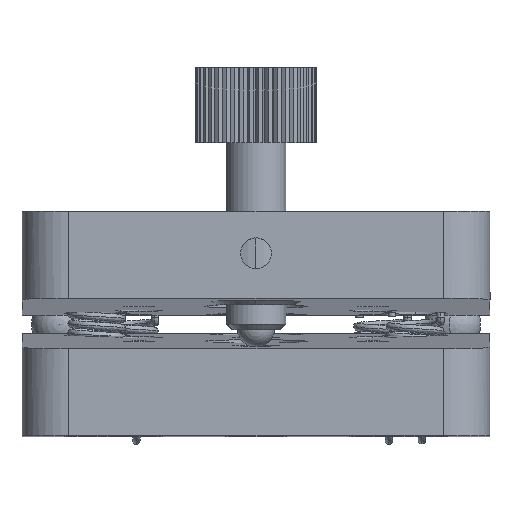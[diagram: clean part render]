
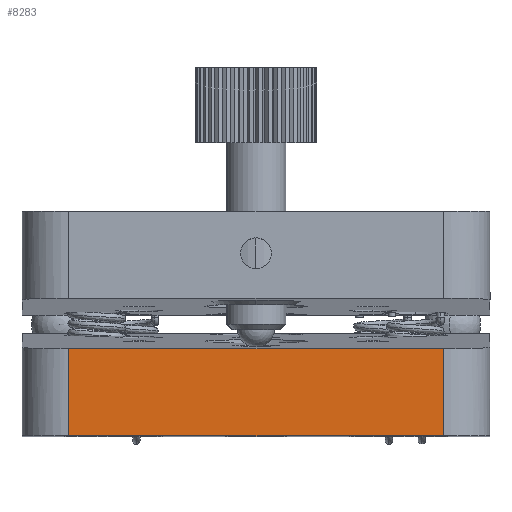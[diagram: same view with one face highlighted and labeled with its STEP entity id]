
A CAD part, top view. The second image highlights one B-rep face of the part: STEP entity #8283.
In plain terms, the highlighted planar face has unit normal (0, 0, 1).
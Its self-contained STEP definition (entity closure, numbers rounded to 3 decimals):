
#1968 = VECTOR ( 'NONE', #8948, 1000. ) ;
#2386 = EDGE_CURVE ( 'NONE', #21293, #13640, #7345, .T. ) ;
#3006 = CARTESIAN_POINT ( 'NONE',  ( -20., 9.299, 35. ) ) ;
#3290 = VECTOR ( 'NONE', #9685, 1000. ) ;
#3619 = CARTESIAN_POINT ( 'NONE',  ( 20., 11., 35. ) ) ;
#4071 = CARTESIAN_POINT ( 'NONE',  ( -25., 0., 35. ) ) ;
#4437 = CARTESIAN_POINT ( 'NONE',  ( -20., 11., 35. ) ) ;
#7345 = LINE ( 'NONE', #4437, #3290 ) ;
#8283 = ADVANCED_FACE ( 'NONE', ( #16966 ), #11241, .F. ) ;
#8818 = CARTESIAN_POINT ( 'NONE',  ( -20., 0., 35. ) ) ;
#8948 = DIRECTION ( 'NONE',  ( 1., 0., 0. ) ) ;
#9246 = LINE ( 'NONE', #3619, #11606 ) ;
#9391 = CARTESIAN_POINT ( 'NONE',  ( 20., 0., 35. ) ) ;
#9685 = DIRECTION ( 'NONE',  ( 0., -1., 0. ) ) ;
#10091 = LINE ( 'NONE', #16509, #10637 ) ;
#10637 = VECTOR ( 'NONE', #11337, 1000. ) ;
#11241 = PLANE ( 'NONE',  #15228 ) ;
#11337 = DIRECTION ( 'NONE',  ( 1., 0., 0. ) ) ;
#11380 = DIRECTION ( 'NONE',  ( 0., 0., -1. ) ) ;
#11606 = VECTOR ( 'NONE', #15574, 1000. ) ;
#12261 = ORIENTED_EDGE ( 'NONE', *, *, #20928, .T. ) ;
#12265 = ORIENTED_EDGE ( 'NONE', *, *, #16769, .F. ) ;
#13640 = VERTEX_POINT ( 'NONE', #8818 ) ;
#14696 = DIRECTION ( 'NONE',  ( -1., 0., 0. ) ) ;
#15228 = AXIS2_PLACEMENT_3D ( 'NONE', #20060, #11380, #14696 ) ;
#15574 = DIRECTION ( 'NONE',  ( 0., 1., 0. ) ) ;
#15646 = VERTEX_POINT ( 'NONE', #16767 ) ;
#15712 = ORIENTED_EDGE ( 'NONE', *, *, #20696, .T. ) ;
#16509 = CARTESIAN_POINT ( 'NONE',  ( -25., 9.299, 35. ) ) ;
#16767 = CARTESIAN_POINT ( 'NONE',  ( 20., 9.299, 35. ) ) ;
#16769 = EDGE_CURVE ( 'NONE', #21293, #15646, #10091, .T. ) ;
#16966 = FACE_OUTER_BOUND ( 'NONE', #20259, .T. ) ;
#18788 = VERTEX_POINT ( 'NONE', #9391 ) ;
#20060 = CARTESIAN_POINT ( 'NONE',  ( -25., 11., 35. ) ) ;
#20259 = EDGE_LOOP ( 'NONE', ( #12261, #15712, #12265, #21021 ) ) ;
#20696 = EDGE_CURVE ( 'NONE', #18788, #15646, #9246, .T. ) ;
#20719 = LINE ( 'NONE', #4071, #1968 ) ;
#20928 = EDGE_CURVE ( 'NONE', #13640, #18788, #20719, .T. ) ;
#21021 = ORIENTED_EDGE ( 'NONE', *, *, #2386, .T. ) ;
#21293 = VERTEX_POINT ( 'NONE', #3006 ) ;
